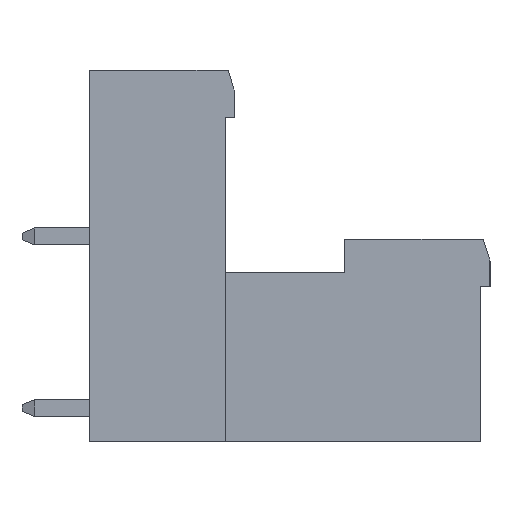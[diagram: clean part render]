
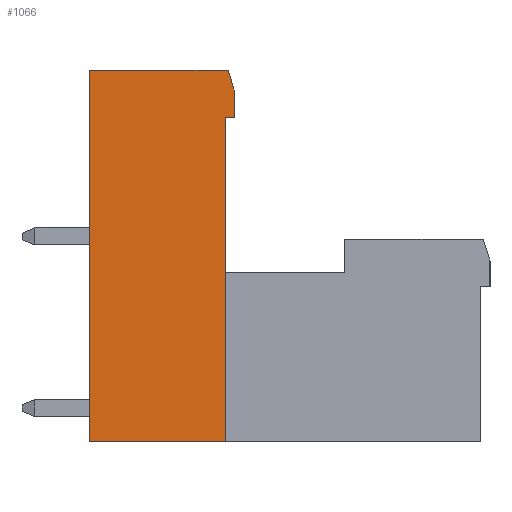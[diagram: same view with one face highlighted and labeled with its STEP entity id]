
A CAD part, left-side view. The second image highlights one B-rep face of the part: STEP entity #1066.
In plain terms, the highlighted planar face has unit normal (-1, 0, 0).
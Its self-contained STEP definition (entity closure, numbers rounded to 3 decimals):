
#1066 = ADVANCED_FACE( '', ( #2348 ), #2349, .T. );
#2348 = FACE_OUTER_BOUND( '', #3930, .T. );
#2349 = PLANE( '', #3931 );
#3930 = EDGE_LOOP( '', ( #6683, #6684, #6685, #6686, #6687, #6688, #6689 ) );
#3931 = AXIS2_PLACEMENT_3D( '', #6690, #6691, #6692 );
#6683 = ORIENTED_EDGE( '', *, *, #10301, .F. );
#6684 = ORIENTED_EDGE( '', *, *, #9942, .T. );
#6685 = ORIENTED_EDGE( '', *, *, #10683, .T. );
#6686 = ORIENTED_EDGE( '', *, *, #10684, .T. );
#6687 = ORIENTED_EDGE( '', *, *, #10181, .F. );
#6688 = ORIENTED_EDGE( '', *, *, #10685, .T. );
#6689 = ORIENTED_EDGE( '', *, *, #10609, .T. );
#6690 = CARTESIAN_POINT( '', ( -17.78, -4.3, 11. ) );
#6691 = DIRECTION( '', ( -1., 0., 0. ) );
#6692 = DIRECTION( '', ( 0., 0., 1. ) );
#9942 = EDGE_CURVE( '', #12042, #12040, #12043, .T. );
#10181 = EDGE_CURVE( '', #12453, #12405, #12455, .T. );
#10301 = EDGE_CURVE( '', #12042, #12657, #12658, .T. );
#10609 = EDGE_CURVE( '', #13142, #12657, #13143, .T. );
#10683 = EDGE_CURVE( '', #12040, #13249, #13250, .T. );
#10684 = EDGE_CURVE( '', #13249, #12405, #13251, .T. );
#10685 = EDGE_CURVE( '', #12453, #13142, #13252, .T. );
#12040 = VERTEX_POINT( '', #15046 );
#12042 = VERTEX_POINT( '', #15049 );
#12043 = LINE( '', #15050, #15051 );
#12405 = VERTEX_POINT( '', #15606 );
#12453 = VERTEX_POINT( '', #15679 );
#12455 = LINE( '', #15682, #15683 );
#12657 = VERTEX_POINT( '', #15980 );
#12658 = LINE( '', #15981, #15982 );
#13142 = VERTEX_POINT( '', #16814 );
#13143 = LINE( '', #16815, #16816 );
#13249 = VERTEX_POINT( '', #16972 );
#13250 = LINE( '', #16973, #16974 );
#13251 = LINE( '', #16975, #16976 );
#13252 = LINE( '', #16977, #16978 );
#15046 = CARTESIAN_POINT( '', ( -17.78, -3.9, 11. ) );
#15049 = CARTESIAN_POINT( '', ( -17.78, -4.3, 9.7 ) );
#15050 = CARTESIAN_POINT( '', ( -17.78, -3.935, 10.888 ) );
#15051 = VECTOR( '', #18882, 1000. );
#15606 = CARTESIAN_POINT( '', ( -17.78, 4.3, -11. ) );
#15679 = CARTESIAN_POINT( '', ( -17.78, -3.75, -11. ) );
#15682 = CARTESIAN_POINT( '', ( -17.78, -4.3, -11. ) );
#15683 = VECTOR( '', #19114, 1000. );
#15980 = CARTESIAN_POINT( '', ( -17.78, -4.3, 8.2 ) );
#15981 = CARTESIAN_POINT( '', ( -17.78, -4.3, 11. ) );
#15982 = VECTOR( '', #19228, 1000. );
#16814 = CARTESIAN_POINT( '', ( -17.78, -3.75, 8.2 ) );
#16815 = CARTESIAN_POINT( '', ( -17.78, -3.75, 8.2 ) );
#16816 = VECTOR( '', #19502, 1000. );
#16972 = CARTESIAN_POINT( '', ( -17.78, 4.3, 11. ) );
#16973 = CARTESIAN_POINT( '', ( -17.78, -4.3, 11. ) );
#16974 = VECTOR( '', #19562, 1000. );
#16975 = CARTESIAN_POINT( '', ( -17.78, 4.3, 11. ) );
#16976 = VECTOR( '', #19563, 1000. );
#16977 = CARTESIAN_POINT( '', ( -17.78, -3.75, -1. ) );
#16978 = VECTOR( '', #19564, 1000. );
#18882 = DIRECTION( '', ( 0., 0.294, 0.956 ) );
#19114 = DIRECTION( '', ( 0., 1., 0. ) );
#19228 = DIRECTION( '', ( 0., 0., -1. ) );
#19502 = DIRECTION( '', ( 0., -1., 0. ) );
#19562 = DIRECTION( '', ( 0., 1., 0. ) );
#19563 = DIRECTION( '', ( 0., 0., -1. ) );
#19564 = DIRECTION( '', ( 0., 0., 1. ) );
